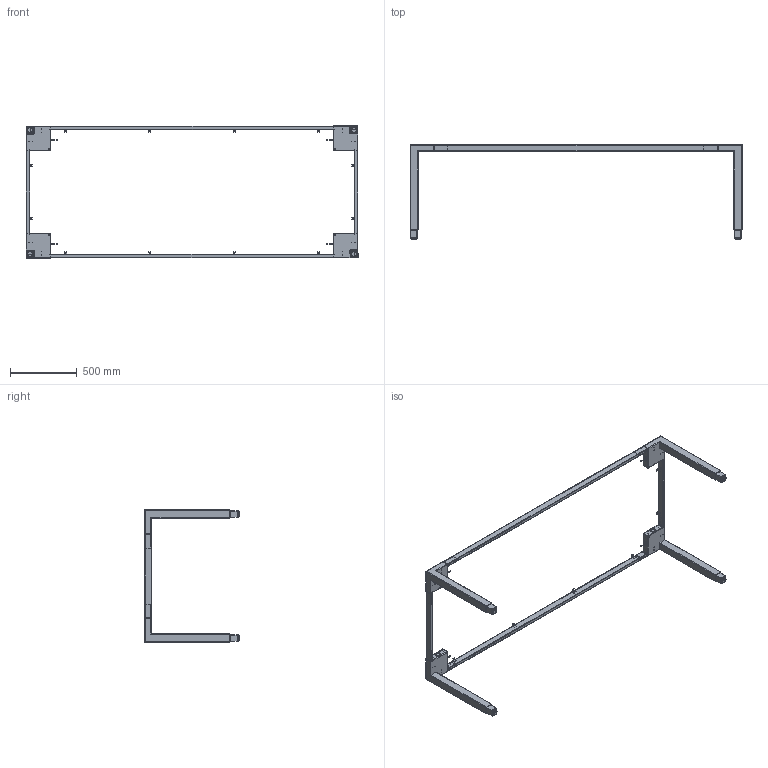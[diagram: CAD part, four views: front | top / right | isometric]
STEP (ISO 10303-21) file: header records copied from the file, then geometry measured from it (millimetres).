
FILE_DESCRIPTION (( 'STEP AP203' ), '1' );
FILE_NAME ('51200xL Tetra M4-ben mindre än 2490.STEP', '2017-12-19T11:08:27', ( '' ), ( '' ), 'SwSTEP 2.0', 'SolidWorks 2015', '' );
FILE_SCHEMA (( 'CONFIG_CONTROL_DESIGN' ));
Products named in the file (1): 51200xL Tetra M4-ben mindre 鄚 2490
Bounding box: 2490 x 707.9 x 990 mm (x, y, z)
Volume: 17471767.2 mm3; surface area: 2890984.3 mm2
Topology: 116 solids, 116 shells, 5736 faces, 14596 edges, 9084 vertices
Faces by surface type: cone 1896, cylinder 1796, plane 1688, torus 288, sphere 44, bspline 24
Entity records: 175643 total; most frequent: DIRECTION 32402, CARTESIAN_POINT 32393, ORIENTED_EDGE 29000, EDGE_CURVE 14500, AXIS2_PLACEMENT_3D 12541, VERTEX_POINT 9084, LINE 7320, VECTOR 7320
